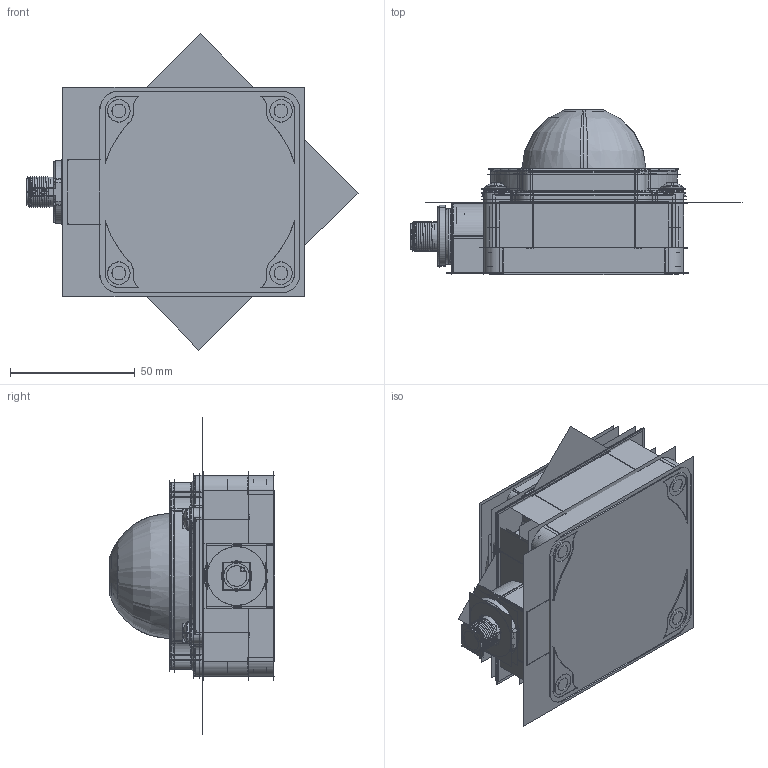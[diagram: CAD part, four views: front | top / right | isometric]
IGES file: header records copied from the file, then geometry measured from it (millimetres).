
Start section:  PTC IGES file: 188682.igs
Global section: file name: 188682.igs; native system: Creo Parametric by Parametric Technology Corporation; preprocessor: 2013230; author: pdmadmin; organization: Unknown; date: 20151203.152730; units: millimetre
Bounding box: 133.05 x 66.16 x 126.71 mm (x, y, z)
Volume: 71918.8 mm3; surface area: 519386.7 mm2
Topology: 19 solids, 24 shells, 1738 faces, 8828 edges, 11246 vertices
Faces by surface type: revolution 1046, bspline 692
